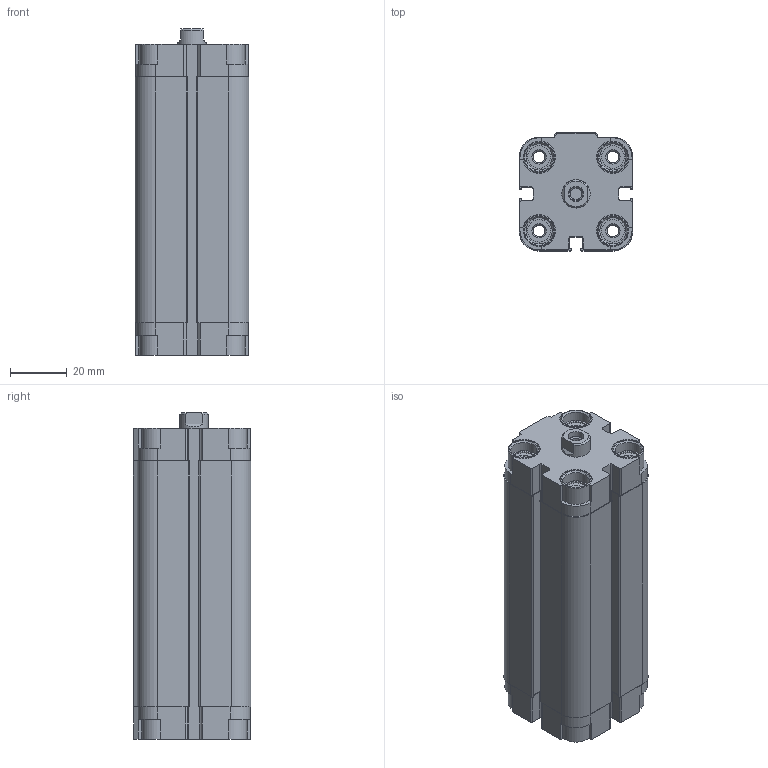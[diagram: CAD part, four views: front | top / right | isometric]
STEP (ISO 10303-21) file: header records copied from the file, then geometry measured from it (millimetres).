
FILE_DESCRIPTION(/* description */ (''),/* implementation_level */ '2;1');
FILE_NAME(/* name */ 'ses_25-70.stp',/* time_stamp */ '2017-07-11T11:46:05+02:00',/* author */ ('leitheußer'),/* organization */ (''),/* preprocessor_version */ 'ST-DEVELOPER v15.6',/* originating_system */ 'Autodesk Inventor LT ',/* authorisation */ '');
FILE_SCHEMA (('AUTOMOTIVE_DESIGN { 1 0 10303 214 3 1 1 }'));
Length unit declared in the file: millimetre
Products named in the file (1): ses_25-70
Bounding box: 40 x 41.5 x 115 mm (x, y, z)
Volume: 119097.8 mm3; surface area: 49197.4 mm2
Topology: 2 solids, 2 shells, 318 faces, 763 edges, 497 vertices
Faces by surface type: plane 164, cylinder 121, cone 29, torus 4
Full cylindrical faces by diameter (mm): 4.134 x11, 5.5 x1, 6 x1, 7.2 x4, 7.459 x8, 8 x8, 9.2 x8, 10 x2, 11 x8, 25 x2
Entity records: 8823 total; most frequent: DIRECTION 1606, CARTESIAN_POINT 1485, ORIENTED_EDGE 1340, EDGE_CURVE 670, AXIS2_PLACEMENT_3D 621, VERTEX_POINT 488, EDGE_LOOP 458, LINE 364
